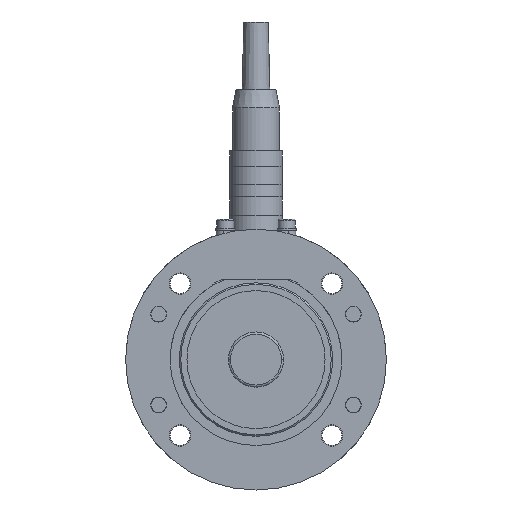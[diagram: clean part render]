
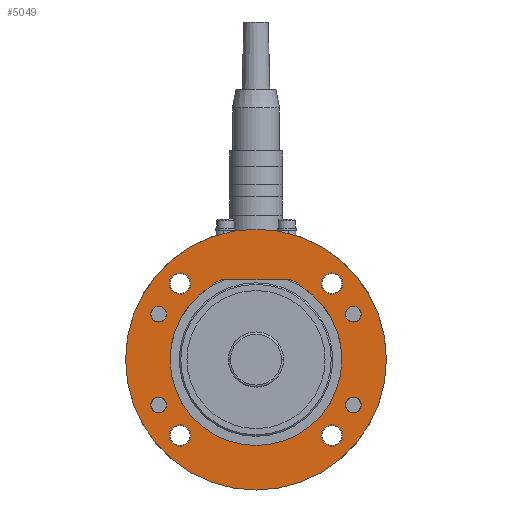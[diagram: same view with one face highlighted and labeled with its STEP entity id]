
A CAD part, left-side view. The second image highlights one B-rep face of the part: STEP entity #5049.
In plain terms, the highlighted face is planar.
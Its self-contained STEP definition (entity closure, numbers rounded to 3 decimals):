
#4303=CARTESIAN_POINT('',(0.0,6.975,47.5));
#4304=VERTEX_POINT('',#4303);
#4320=CARTESIAN_POINT('',(0.,6.975,-37.5));
#4321=VERTEX_POINT('',#4320);
#4328=CARTESIAN_POINT('',(0.0,6.975,5.0));
#4329=DIRECTION('',(0.0,-1.0,0.0));
#4330=DIRECTION('',(0.0,0.0,1.0));
#4331=AXIS2_PLACEMENT_3D('',#4328,#4329,#4330);
#4332=CIRCLE('',#4331,42.5);
#4333=EDGE_CURVE('',#4321,#4304,#4332,.T.);
#4345=CARTESIAN_POINT('',(24.749,6.975,26.249));
#4346=VERTEX_POINT('',#4345);
#4362=CARTESIAN_POINT('',(24.749,6.975,33.249));
#4363=VERTEX_POINT('',#4362);
#4370=CARTESIAN_POINT('',(24.749,6.975,29.749));
#4371=DIRECTION('',(0.0,-1.0,0.0));
#4372=DIRECTION('',(0.0,0.0,-1.0));
#4373=AXIS2_PLACEMENT_3D('',#4370,#4371,#4372);
#4374=CIRCLE('',#4373,3.5);
#4375=EDGE_CURVE('',#4346,#4363,#4374,.T.);
#4387=CARTESIAN_POINT('',(-21.249,6.975,29.749));
#4388=VERTEX_POINT('',#4387);
#4404=CARTESIAN_POINT('',(-28.249,6.975,29.749));
#4405=VERTEX_POINT('',#4404);
#4412=CARTESIAN_POINT('',(-24.749,6.975,29.749));
#4413=DIRECTION('',(0.0,-1.0,0.0));
#4414=DIRECTION('',(1.0,0.0,0.0));
#4415=AXIS2_PLACEMENT_3D('',#4412,#4413,#4414);
#4416=CIRCLE('',#4415,3.5);
#4417=EDGE_CURVE('',#4388,#4405,#4416,.T.);
#4429=CARTESIAN_POINT('',(-24.749,6.975,-16.249));
#4430=VERTEX_POINT('',#4429);
#4446=CARTESIAN_POINT('',(-24.749,6.975,-23.249));
#4447=VERTEX_POINT('',#4446);
#4454=CARTESIAN_POINT('',(-24.749,6.975,-19.749));
#4455=DIRECTION('',(0.0,-1.0,0.0));
#4456=DIRECTION('',(0.0,0.0,1.0));
#4457=AXIS2_PLACEMENT_3D('',#4454,#4455,#4456);
#4458=CIRCLE('',#4457,3.5);
#4459=EDGE_CURVE('',#4430,#4447,#4458,.T.);
#4471=CARTESIAN_POINT('',(21.249,6.975,-19.749));
#4472=VERTEX_POINT('',#4471);
#4488=CARTESIAN_POINT('',(28.249,6.975,-19.749));
#4489=VERTEX_POINT('',#4488);
#4496=CARTESIAN_POINT('',(24.749,6.975,-19.749));
#4497=DIRECTION('',(0.0,-1.0,0.0));
#4498=DIRECTION('',(-1.0,0.0,0.0));
#4499=AXIS2_PLACEMENT_3D('',#4496,#4497,#4498);
#4500=CIRCLE('',#4499,3.5);
#4501=EDGE_CURVE('',#4472,#4489,#4500,.T.);
#4513=CARTESIAN_POINT('',(-31.721,6.975,17.215));
#4514=VERTEX_POINT('',#4513);
#4530=CARTESIAN_POINT('',(-31.721,6.975,22.368));
#4531=VERTEX_POINT('',#4530);
#4538=CARTESIAN_POINT('',(-31.721,6.975,19.792));
#4539=DIRECTION('',(0.0,-1.0,0.0));
#4540=DIRECTION('',(0.0,0.0,-1.0));
#4541=AXIS2_PLACEMENT_3D('',#4538,#4539,#4540);
#4542=CIRCLE('',#4541,2.576);
#4543=EDGE_CURVE('',#4514,#4531,#4542,.T.);
#4555=CARTESIAN_POINT('',(31.719,6.975,17.215));
#4556=VERTEX_POINT('',#4555);
#4572=CARTESIAN_POINT('',(31.719,6.975,22.368));
#4573=VERTEX_POINT('',#4572);
#4580=CARTESIAN_POINT('',(31.719,6.975,19.792));
#4581=DIRECTION('',(0.0,-1.0,0.0));
#4582=DIRECTION('',(0.0,0.0,-1.0));
#4583=AXIS2_PLACEMENT_3D('',#4580,#4581,#4582);
#4584=CIRCLE('',#4583,2.576);
#4585=EDGE_CURVE('',#4556,#4573,#4584,.T.);
#4597=CARTESIAN_POINT('',(-31.721,6.975,-12.365));
#4598=VERTEX_POINT('',#4597);
#4614=CARTESIAN_POINT('',(-31.721,6.975,-7.212));
#4615=VERTEX_POINT('',#4614);
#4622=CARTESIAN_POINT('',(-31.721,6.975,-9.788));
#4623=DIRECTION('',(0.0,-1.0,0.0));
#4624=DIRECTION('',(0.0,0.0,-1.0));
#4625=AXIS2_PLACEMENT_3D('',#4622,#4623,#4624);
#4626=CIRCLE('',#4625,2.576);
#4627=EDGE_CURVE('',#4598,#4615,#4626,.T.);
#4639=CARTESIAN_POINT('',(31.719,6.975,-12.365));
#4640=VERTEX_POINT('',#4639);
#4656=CARTESIAN_POINT('',(31.719,6.975,-7.212));
#4657=VERTEX_POINT('',#4656);
#4664=CARTESIAN_POINT('',(31.719,6.975,-9.788));
#4665=DIRECTION('',(0.0,-1.0,0.0));
#4666=DIRECTION('',(0.0,0.0,-1.0));
#4667=AXIS2_PLACEMENT_3D('',#4664,#4665,#4666);
#4668=CIRCLE('',#4667,2.576);
#4669=EDGE_CURVE('',#4640,#4657,#4668,.T.);
#4680=CARTESIAN_POINT('',(31.719,6.975,-9.788));
#4681=DIRECTION('',(0.0,-1.0,0.0));
#4682=DIRECTION('',(0.0,0.0,-1.0));
#4683=AXIS2_PLACEMENT_3D('',#4680,#4681,#4682);
#4684=CIRCLE('',#4683,2.576);
#4685=EDGE_CURVE('',#4657,#4640,#4684,.T.);
#4704=CARTESIAN_POINT('',(-31.721,6.975,-9.788));
#4705=DIRECTION('',(0.0,-1.0,0.0));
#4706=DIRECTION('',(0.0,0.0,-1.0));
#4707=AXIS2_PLACEMENT_3D('',#4704,#4705,#4706);
#4708=CIRCLE('',#4707,2.576);
#4709=EDGE_CURVE('',#4615,#4598,#4708,.T.);
#4728=CARTESIAN_POINT('',(31.719,6.975,19.792));
#4729=DIRECTION('',(0.0,-1.0,0.0));
#4730=DIRECTION('',(0.0,0.0,-1.0));
#4731=AXIS2_PLACEMENT_3D('',#4728,#4729,#4730);
#4732=CIRCLE('',#4731,2.576);
#4733=EDGE_CURVE('',#4573,#4556,#4732,.T.);
#4752=CARTESIAN_POINT('',(-31.721,6.975,19.792));
#4753=DIRECTION('',(0.0,-1.0,0.0));
#4754=DIRECTION('',(0.0,0.0,-1.0));
#4755=AXIS2_PLACEMENT_3D('',#4752,#4753,#4754);
#4756=CIRCLE('',#4755,2.576);
#4757=EDGE_CURVE('',#4531,#4514,#4756,.T.);
#4775=CARTESIAN_POINT('',(10.5,6.975,31.0));
#4776=VERTEX_POINT('',#4775);
#4777=CARTESIAN_POINT('',(-10.5,6.975,31.0));
#4778=VERTEX_POINT('',#4777);
#4779=CARTESIAN_POINT('',(10.5,6.975,31.0));
#4780=DIRECTION('',(-1.0,0.0,0.0));
#4781=VECTOR('',#4780,21.0);
#4782=LINE('',#4779,#4781);
#4783=EDGE_CURVE('',#4776,#4778,#4782,.T.);
#4815=CARTESIAN_POINT('',(-14.562,6.975,28.915));
#4816=VERTEX_POINT('',#4815);
#4817=CARTESIAN_POINT('',(-10.5,6.975,26.0));
#4818=DIRECTION('',(0.0,-1.0,0.0));
#4819=DIRECTION('',(1.0,0.0,0.0));
#4820=AXIS2_PLACEMENT_3D('',#4817,#4818,#4819);
#4821=CIRCLE('',#4820,5.0);
#4822=EDGE_CURVE('',#4778,#4816,#4821,.T.);
#4848=CARTESIAN_POINT('',(14.562,6.975,28.915));
#4849=VERTEX_POINT('',#4848);
#4850=CARTESIAN_POINT('',(0.0,6.975,5.0));
#4851=DIRECTION('',(0.0,-1.0,0.0));
#4852=DIRECTION('',(1.0,0.0,0.0));
#4853=AXIS2_PLACEMENT_3D('',#4850,#4851,#4852);
#4854=CIRCLE('',#4853,28.0);
#4855=EDGE_CURVE('',#4816,#4849,#4854,.T.);
#4881=CARTESIAN_POINT('',(10.5,6.975,26.0));
#4882=DIRECTION('',(0.0,-1.0,0.0));
#4883=DIRECTION('',(1.0,0.0,0.0));
#4884=AXIS2_PLACEMENT_3D('',#4881,#4882,#4883);
#4885=CIRCLE('',#4884,5.0);
#4886=EDGE_CURVE('',#4849,#4776,#4885,.T.);
#4906=CARTESIAN_POINT('',(24.749,6.975,-19.749));
#4907=DIRECTION('',(0.0,-1.0,0.0));
#4908=DIRECTION('',(-1.0,0.0,0.0));
#4909=AXIS2_PLACEMENT_3D('',#4906,#4907,#4908);
#4910=CIRCLE('',#4909,3.5);
#4911=EDGE_CURVE('',#4489,#4472,#4910,.T.);
#4930=CARTESIAN_POINT('',(-24.749,6.975,-19.749));
#4931=DIRECTION('',(0.0,-1.0,0.0));
#4932=DIRECTION('',(0.0,0.0,1.0));
#4933=AXIS2_PLACEMENT_3D('',#4930,#4931,#4932);
#4934=CIRCLE('',#4933,3.5);
#4935=EDGE_CURVE('',#4447,#4430,#4934,.T.);
#4954=CARTESIAN_POINT('',(-24.749,6.975,29.749));
#4955=DIRECTION('',(0.0,-1.0,0.0));
#4956=DIRECTION('',(1.0,0.0,0.0));
#4957=AXIS2_PLACEMENT_3D('',#4954,#4955,#4956);
#4958=CIRCLE('',#4957,3.5);
#4959=EDGE_CURVE('',#4405,#4388,#4958,.T.);
#4978=CARTESIAN_POINT('',(24.749,6.975,29.749));
#4979=DIRECTION('',(0.0,-1.0,0.0));
#4980=DIRECTION('',(0.0,0.0,-1.0));
#4981=AXIS2_PLACEMENT_3D('',#4978,#4979,#4980);
#4982=CIRCLE('',#4981,3.5);
#4983=EDGE_CURVE('',#4363,#4346,#4982,.T.);
#4996=CARTESIAN_POINT('',(-46.75,6.975,-41.75));
#4997=DIRECTION('',(0.0,1.0,0.0));
#4998=DIRECTION('',(0.0,0.0,1.0));
#4999=AXIS2_PLACEMENT_3D('',#4996,#4997,#4998);
#5000=PLANE('',#4999);
#5001=CARTESIAN_POINT('',(0.0,6.975,5.0));
#5002=DIRECTION('',(0.0,-1.0,0.0));
#5003=DIRECTION('',(0.0,0.0,1.0));
#5004=AXIS2_PLACEMENT_3D('',#5001,#5002,#5003);
#5005=CIRCLE('',#5004,42.5);
#5006=EDGE_CURVE('',#4304,#4321,#5005,.T.);
#5007=ORIENTED_EDGE('',*,*,#5006,.F.);
#5008=ORIENTED_EDGE('',*,*,#4333,.F.);
#5009=EDGE_LOOP('',(#5007,#5008));
#5010=FACE_OUTER_BOUND('',#5009,.T.);
#5011=ORIENTED_EDGE('',*,*,#4685,.T.);
#5012=ORIENTED_EDGE('',*,*,#4669,.T.);
#5013=EDGE_LOOP('',(#5011,#5012));
#5014=FACE_BOUND('',#5013,.T.);
#5015=ORIENTED_EDGE('',*,*,#4709,.T.);
#5016=ORIENTED_EDGE('',*,*,#4627,.T.);
#5017=EDGE_LOOP('',(#5015,#5016));
#5018=FACE_BOUND('',#5017,.T.);
#5019=ORIENTED_EDGE('',*,*,#4733,.T.);
#5020=ORIENTED_EDGE('',*,*,#4585,.T.);
#5021=EDGE_LOOP('',(#5019,#5020));
#5022=FACE_BOUND('',#5021,.T.);
#5023=ORIENTED_EDGE('',*,*,#4757,.T.);
#5024=ORIENTED_EDGE('',*,*,#4543,.T.);
#5025=EDGE_LOOP('',(#5023,#5024));
#5026=FACE_BOUND('',#5025,.T.);
#5027=ORIENTED_EDGE('',*,*,#4855,.T.);
#5028=ORIENTED_EDGE('',*,*,#4886,.T.);
#5029=ORIENTED_EDGE('',*,*,#4783,.T.);
#5030=ORIENTED_EDGE('',*,*,#4822,.T.);
#5031=EDGE_LOOP('',(#5027,#5028,#5029,#5030));
#5032=FACE_BOUND('',#5031,.T.);
#5033=ORIENTED_EDGE('',*,*,#4911,.T.);
#5034=ORIENTED_EDGE('',*,*,#4501,.T.);
#5035=EDGE_LOOP('',(#5033,#5034));
#5036=FACE_BOUND('',#5035,.T.);
#5037=ORIENTED_EDGE('',*,*,#4935,.T.);
#5038=ORIENTED_EDGE('',*,*,#4459,.T.);
#5039=EDGE_LOOP('',(#5037,#5038));
#5040=FACE_BOUND('',#5039,.T.);
#5041=ORIENTED_EDGE('',*,*,#4959,.T.);
#5042=ORIENTED_EDGE('',*,*,#4417,.T.);
#5043=EDGE_LOOP('',(#5041,#5042));
#5044=FACE_BOUND('',#5043,.T.);
#5045=ORIENTED_EDGE('',*,*,#4983,.T.);
#5046=ORIENTED_EDGE('',*,*,#4375,.T.);
#5047=EDGE_LOOP('',(#5045,#5046));
#5048=FACE_BOUND('',#5047,.T.);
#5049=ADVANCED_FACE('',(#5010,#5014,#5018,#5022,#5026,#5032,#5036,#5040,#5044,#5048),#5000,.T.);
